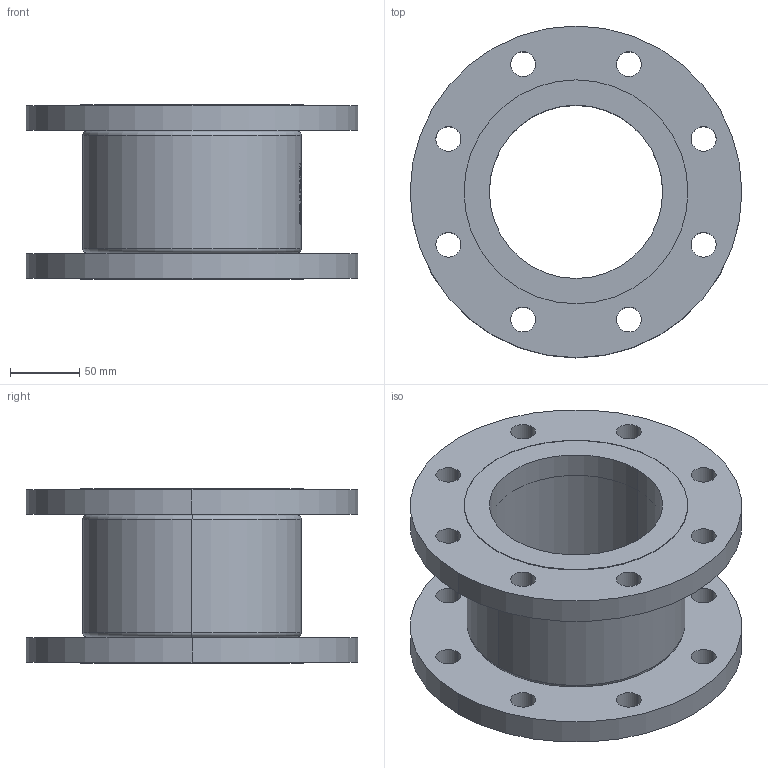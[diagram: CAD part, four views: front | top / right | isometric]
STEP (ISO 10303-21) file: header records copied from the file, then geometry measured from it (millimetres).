
FILE_DESCRIPTION (( 'STEP AP214' ), '1' );
FILE_NAME ('7150000_DN125_PN06_51422038.STEP', '2022-02-02T09:25:31', ( 'axxx' ), ( 'Hewlett-Packard Company' ), 'SwSTEP 2.0', 'SolidWorks 2019', '' );
FILE_SCHEMA (( 'AUTOMOTIVE_DESIGN' ));
Length unit declared in the file: millimetre
Products named in the file (1): 7150000_DN125_PN06_51422038
Bounding box: 240 x 240 x 126 mm (x, y, z)
Volume: 1755786.4 mm3; surface area: 274313.8 mm2
Topology: 1 solids, 1 shells, 558 faces, 1460 edges, 972 vertices
Faces by surface type: plane 248, bspline 238, cylinder 64, torus 8
Entity records: 30427 total; most frequent: CARTESIAN_POINT 18179, ORIENTED_EDGE 2920, DIRECTION 1749, EDGE_CURVE 1460, VERTEX_POINT 972, LINE 769, VECTOR 769, EDGE_LOOP 660
